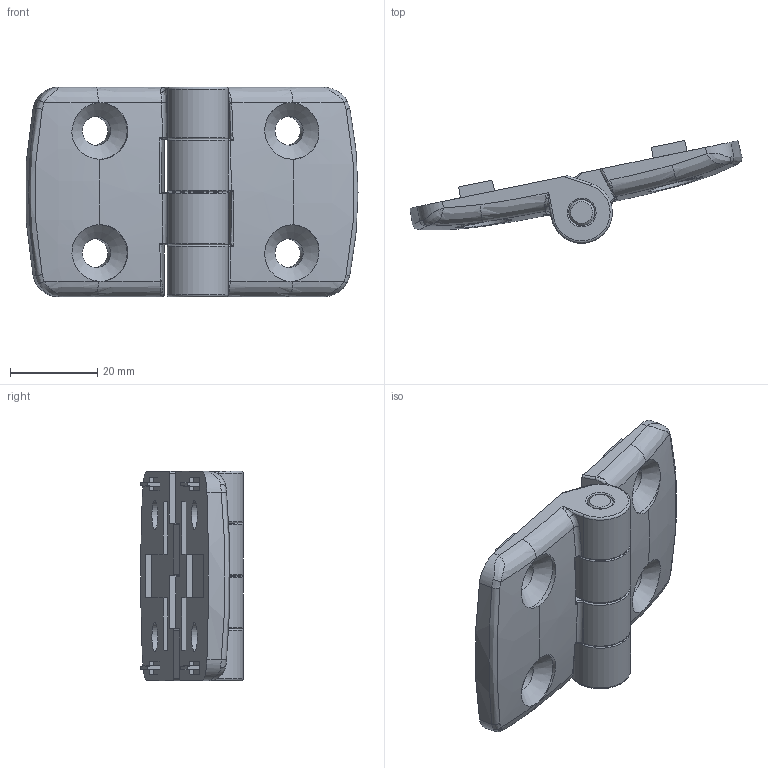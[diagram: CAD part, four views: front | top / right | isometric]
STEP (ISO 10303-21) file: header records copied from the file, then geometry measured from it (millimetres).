
FILE_DESCRIPTION(/* description */ (''),/* implementation_level */ '2;1');
FILE_NAME(/* name */ '13488_KriTec_Kombischarnier_8_PA_schwarz_nicht_aushaengbar.stp',/* time_stamp */ '2015-03-10T10:40:33+01:00',/* author */ ('kostic'),/* organization */ (''),/* preprocessor_version */ 'ST-DEVELOPER v15.2',/* originating_system */ 'Autodesk Inventor 2014',/* authorisation */ '');
FILE_SCHEMA (('CONFIG_CONTROL_DESIGN'));
Length unit declared in the file: millimetre
Products named in the file (3): Achse_fuer_Kombischarnier_8_PA; Scharnierlappen_fuer_Kombischarnier_8_PA; 13488_KriTec_Kombischarnier_8_PA_schwarz_nicht_aushaengbar
Bounding box: 75.99 x 23.48 x 48 mm (x, y, z)
Volume: 24742.3 mm3; surface area: 13303.5 mm2
Topology: 3 solids, 3 shells, 209 faces, 527 edges, 328 vertices
Faces by surface type: plane 96, bspline 48, cylinder 43, torus 16, cone 6
Full cylindrical faces by diameter (mm): 6 x5, 6.6 x4
Entity records: 4746 total; most frequent: CARTESIAN_POINT 2180, ORIENTED_EDGE 506, DIRECTION 468, EDGE_CURVE 253, AXIS2_PLACEMENT_3D 171, VERTEX_POINT 165, EDGE_LOOP 130, LINE 126
